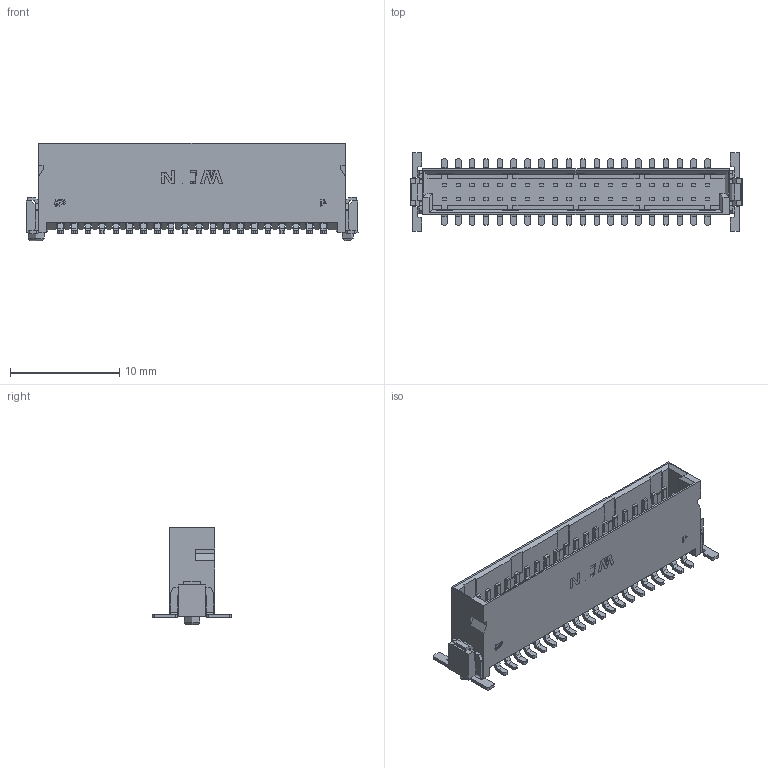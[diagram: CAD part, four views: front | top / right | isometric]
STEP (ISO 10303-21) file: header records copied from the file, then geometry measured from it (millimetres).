
FILE_DESCRIPTION( ('This file contains a STEP AP42 implementation' ,'as created by ZW3D STEP Interface translator.') ,'2;1' );
FILE_NAME( '3910-P040-082MSXWR1W.stp' ,'23 415.144952', (''), ('ZWCAD Software Co.'), 'Version 1.0', 'ZW3D to STEP translator', '' );
FILE_SCHEMA(('AUTOMOTIVE_DESIGN { 1 0 10303 214 1 1 1 1 }'));
Length unit declared in the file: millimetre
Products named in the file (2): 0; 3910-P040-082MS3WR1W
Bounding box: 30.45 x 7.2 x 8.95 mm (x, y, z)
Volume: 476.6 mm3
Topology: 2 solids, 3 shells, 2264 faces, 6080 edges, 3913 vertices
Faces by surface type: plane 1784, cylinder 418, bspline 61, torus 1
Full cylindrical faces by diameter (mm): 1.45 x1
Entity records: 72914 total; most frequent: CARTESIAN_POINT 14364, ORIENTED_EDGE 12164, DIRECTION 10940, EDGE_CURVE 6082, VECTOR 4880, LINE 4880, VERTEX_POINT 3913, AXIS2_PLACEMENT_3D 3030
